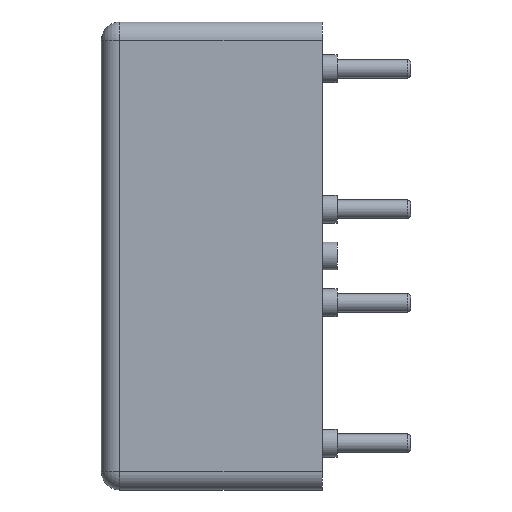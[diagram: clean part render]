
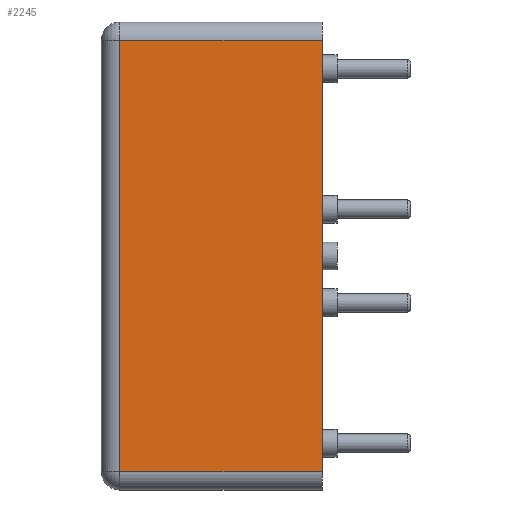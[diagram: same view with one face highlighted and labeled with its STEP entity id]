
A CAD part, left-side view. The second image highlights one B-rep face of the part: STEP entity #2245.
In plain terms, the highlighted planar face has unit normal (-1, 0, 0).
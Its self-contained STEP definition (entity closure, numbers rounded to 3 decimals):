
#149 = CARTESIAN_POINT ( 'NONE',  ( -12.7, 12., -11.7 ) ) ;
#374 = ORIENTED_EDGE ( 'NONE', *, *, #2279, .T. ) ;
#668 = ORIENTED_EDGE ( 'NONE', *, *, #7206, .T. ) ;
#736 = EDGE_CURVE ( 'NONE', #978, #7881, #2237, .T. ) ;
#839 = VECTOR ( 'NONE', #8045, 1000. ) ;
#978 = VERTEX_POINT ( 'NONE', #4889 ) ;
#1288 = DIRECTION ( 'NONE',  ( 0., 0., -1. ) ) ;
#1383 = CARTESIAN_POINT ( 'NONE',  ( -12.7, 0., -11.7 ) ) ;
#2002 = EDGE_CURVE ( 'NONE', #4204, #2529, #2689, .T. ) ;
#2028 = DIRECTION ( 'NONE',  ( 1., 0., 0. ) ) ;
#2071 = CARTESIAN_POINT ( 'NONE',  ( -12.7, 12., -12.7 ) ) ;
#2101 = LINE ( 'NONE', #149, #839 ) ;
#2237 = LINE ( 'NONE', #4842, #8325 ) ;
#2245 = ADVANCED_FACE ( 'NONE', ( #3931 ), #3191, .F. ) ;
#2279 = EDGE_CURVE ( 'NONE', #2529, #978, #4664, .T. ) ;
#2529 = VERTEX_POINT ( 'NONE', #7958 ) ;
#2553 = ORIENTED_EDGE ( 'NONE', *, *, #2002, .T. ) ;
#2689 = LINE ( 'NONE', #5331, #5978 ) ;
#3191 = PLANE ( 'NONE',  #4723 ) ;
#3501 = DIRECTION ( 'NONE',  ( 0., 0., -1. ) ) ;
#3848 = CARTESIAN_POINT ( 'NONE',  ( -12.7, 12., 11.7 ) ) ;
#3931 = FACE_OUTER_BOUND ( 'NONE', #4033, .T. ) ;
#4033 = EDGE_LOOP ( 'NONE', ( #2553, #374, #4669, #668 ) ) ;
#4204 = VERTEX_POINT ( 'NONE', #1383 ) ;
#4664 = LINE ( 'NONE', #3848, #7596 ) ;
#4669 = ORIENTED_EDGE ( 'NONE', *, *, #736, .T. ) ;
#4723 = AXIS2_PLACEMENT_3D ( 'NONE', #2071, #2028, #1288 ) ;
#4842 = CARTESIAN_POINT ( 'NONE',  ( -12.7, 11., -12.7 ) ) ;
#4889 = CARTESIAN_POINT ( 'NONE',  ( -12.7, 11., 11.7 ) ) ;
#5331 = CARTESIAN_POINT ( 'NONE',  ( -12.7, 0., -12.7 ) ) ;
#5978 = VECTOR ( 'NONE', #7945, 1000. ) ;
#7121 = DIRECTION ( 'NONE',  ( 0., 1., 0. ) ) ;
#7206 = EDGE_CURVE ( 'NONE', #7881, #4204, #2101, .T. ) ;
#7596 = VECTOR ( 'NONE', #7121, 1000. ) ;
#7881 = VERTEX_POINT ( 'NONE', #8352 ) ;
#7945 = DIRECTION ( 'NONE',  ( 0., 0., 1. ) ) ;
#7958 = CARTESIAN_POINT ( 'NONE',  ( -12.7, 0., 11.7 ) ) ;
#8045 = DIRECTION ( 'NONE',  ( 0., -1., 0. ) ) ;
#8325 = VECTOR ( 'NONE', #3501, 1000. ) ;
#8352 = CARTESIAN_POINT ( 'NONE',  ( -12.7, 11., -11.7 ) ) ;
